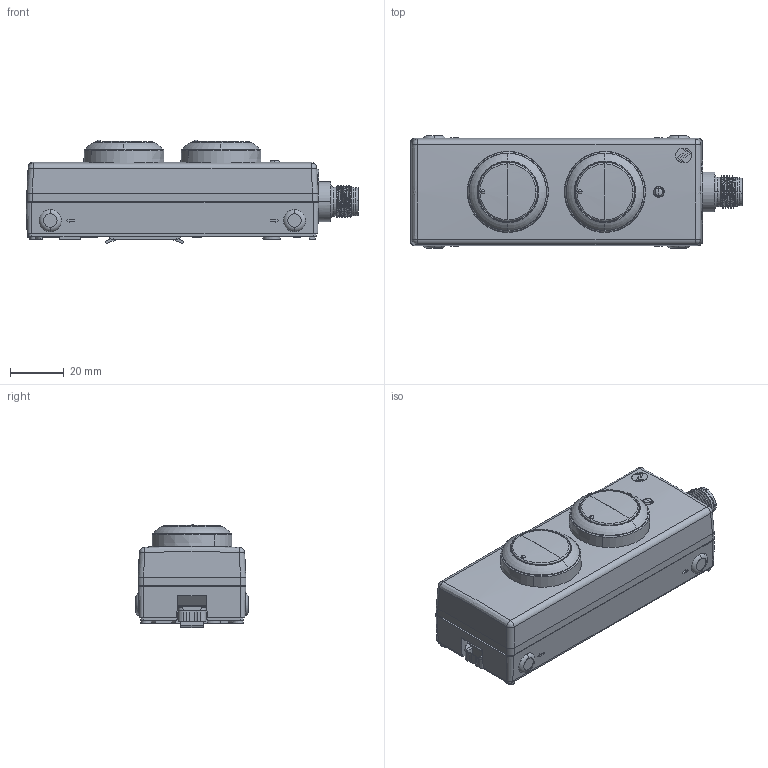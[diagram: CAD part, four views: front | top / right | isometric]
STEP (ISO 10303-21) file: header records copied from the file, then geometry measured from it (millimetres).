
FILE_DESCRIPTION(/* description */ (''),/* implementation_level */ '2;1');
FILE_NAME(/* name */ 'FILE_STP_CAD_DRAWING_3D_LP4P2B8100Lprt_prt.stp',/* time_stamp */ '2024-11-07T22:52:46+01:00',/* author */ (''),/* organization */ (''),/* preprocessor_version */ 'ST-DEVELOPER v16.7',/* originating_system */ 'SIEMENS PLM Software NX 12.0',/* authorisation */ '');
FILE_SCHEMA (('AUTOMOTIVE_DESIGN { 1 0 10303 214 3 1 1 1 }'));
Length unit declared in the file: millimetre
Products named in the file (1): 3D_LP4P2B8100Lprt
Bounding box: 123.15 x 41.8 x 38.44 mm (x, y, z)
Surface area: 20843.8 mm2 (no closed solid volume)
Topology: 0 solids, 5 shells, 1000 faces, 2671 edges, 1735 vertices
Faces by surface type: plane 641, cylinder 184, cone 74, bspline 45, torus 42, sphere 14
Entity records: 38831 total; most frequent: CARTESIAN_POINT 13857, ORIENTED_EDGE 5322, DIRECTION 5000, EDGE_CURVE 2661, LINE 1816, VECTOR 1816, VERTEX_POINT 1734, AXIS2_PLACEMENT_3D 1592
